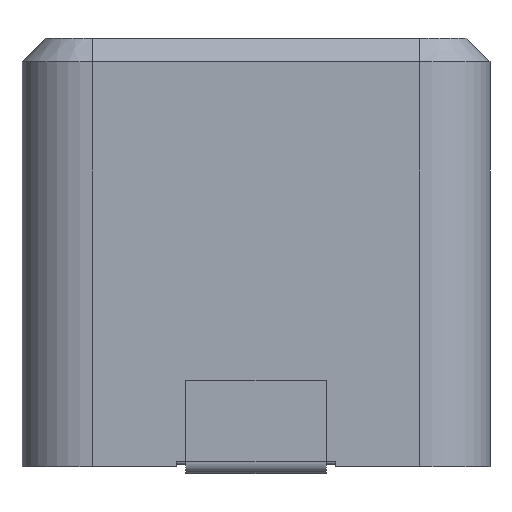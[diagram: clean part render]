
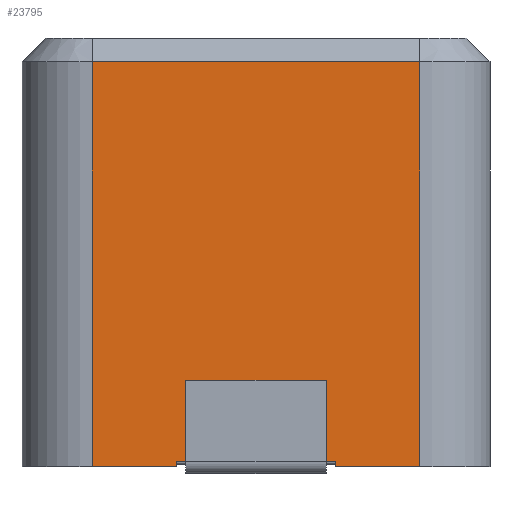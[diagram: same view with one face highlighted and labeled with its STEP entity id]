
A CAD part, left-side view. The second image highlights one B-rep face of the part: STEP entity #23795.
In plain terms, the highlighted planar face has unit normal (-1, 0, 0).
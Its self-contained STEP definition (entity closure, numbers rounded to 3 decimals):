
#211=LINE('',#30680,#1289);
#221=LINE('',#30717,#1299);
#240=LINE('',#30759,#1318);
#241=LINE('',#30762,#1319);
#242=LINE('',#30763,#1320);
#243=LINE('',#30765,#1321);
#244=LINE('',#30767,#1322);
#245=LINE('',#30768,#1323);
#1289=VECTOR('',#25880,1000.);
#1299=VECTOR('',#25910,1000.);
#1318=VECTOR('',#25943,1000.);
#1319=VECTOR('',#25944,1000.);
#1320=VECTOR('',#25945,1000.);
#1321=VECTOR('',#25946,1000.);
#1322=VECTOR('',#25947,1000.);
#1323=VECTOR('',#25948,1000.);
#2728=ORIENTED_EDGE('',*,*,#8298,.T.);
#2729=ORIENTED_EDGE('',*,*,#8299,.T.);
#2730=ORIENTED_EDGE('',*,*,#8276,.T.);
#2731=ORIENTED_EDGE('',*,*,#8300,.T.);
#2732=ORIENTED_EDGE('',*,*,#8301,.T.);
#2733=ORIENTED_EDGE('',*,*,#8302,.T.);
#2734=ORIENTED_EDGE('',*,*,#8258,.T.);
#2735=ORIENTED_EDGE('',*,*,#8303,.T.);
#8258=EDGE_CURVE('',#11047,#11046,#211,.T.);
#8276=EDGE_CURVE('',#11064,#11063,#221,.T.);
#8298=EDGE_CURVE('',#11080,#11081,#240,.T.);
#8299=EDGE_CURVE('',#11081,#11064,#241,.T.);
#8300=EDGE_CURVE('',#11063,#11082,#242,.F.);
#8301=EDGE_CURVE('',#11082,#11083,#243,.T.);
#8302=EDGE_CURVE('',#11083,#11047,#244,.T.);
#8303=EDGE_CURVE('',#11046,#11080,#245,.T.);
#11046=VERTEX_POINT('',#30679);
#11047=VERTEX_POINT('',#30681);
#11063=VERTEX_POINT('',#30716);
#11064=VERTEX_POINT('',#30718);
#11080=VERTEX_POINT('',#30760);
#11081=VERTEX_POINT('',#30761);
#11082=VERTEX_POINT('',#30764);
#11083=VERTEX_POINT('',#30766);
#14216=EDGE_LOOP('',(#2728,#2729,#2730,#2731,#2732,#2733,#2734,#2735));
#15242=FACE_BOUND('',#14216,.T.);
#16245=PLANE('',#24812);
#23795=ADVANCED_FACE('',(#15242),#16245,.F.);
#24812=AXIS2_PLACEMENT_3D('',#30758,#25941,#25942);
#25880=DIRECTION('',(0.,-1.,0.));
#25910=DIRECTION('',(0.,-1.,0.));
#25941=DIRECTION('',(1.,0.,0.));
#25942=DIRECTION('',(0.,0.,-1.));
#25943=DIRECTION('',(0.,-1.,0.));
#25944=DIRECTION('',(0.,0.,-1.));
#25945=DIRECTION('',(0.,0.,-1.));
#25946=DIRECTION('',(0.,1.,0.));
#25947=DIRECTION('',(0.,0.,-1.));
#25948=DIRECTION('',(0.,0.,1.));
#30679=CARTESIAN_POINT('',(-5.,1.7,0.));
#30680=CARTESIAN_POINT('',(-5.,5.,0.));
#30681=CARTESIAN_POINT('',(-5.,3.5,0.));
#30716=CARTESIAN_POINT('',(-5.,-3.5,0.));
#30717=CARTESIAN_POINT('',(-5.,5.,0.));
#30718=CARTESIAN_POINT('',(-5.,-1.7,0.));
#30758=CARTESIAN_POINT('',(-5.,5.,9.15));
#30759=CARTESIAN_POINT('',(-5.,5.,0.1));
#30760=CARTESIAN_POINT('',(-5.,1.7,0.1));
#30761=CARTESIAN_POINT('',(-5.,-1.7,0.1));
#30762=CARTESIAN_POINT('',(-5.,-1.7,9.15));
#30763=CARTESIAN_POINT('',(-5.,-3.5,9.15));
#30764=CARTESIAN_POINT('',(-5.,-3.5,8.65));
#30765=CARTESIAN_POINT('',(-5.,3.5,8.65));
#30766=CARTESIAN_POINT('',(-5.,3.5,8.65));
#30767=CARTESIAN_POINT('',(-5.,3.5,9.15));
#30768=CARTESIAN_POINT('',(-5.,1.7,9.15));
